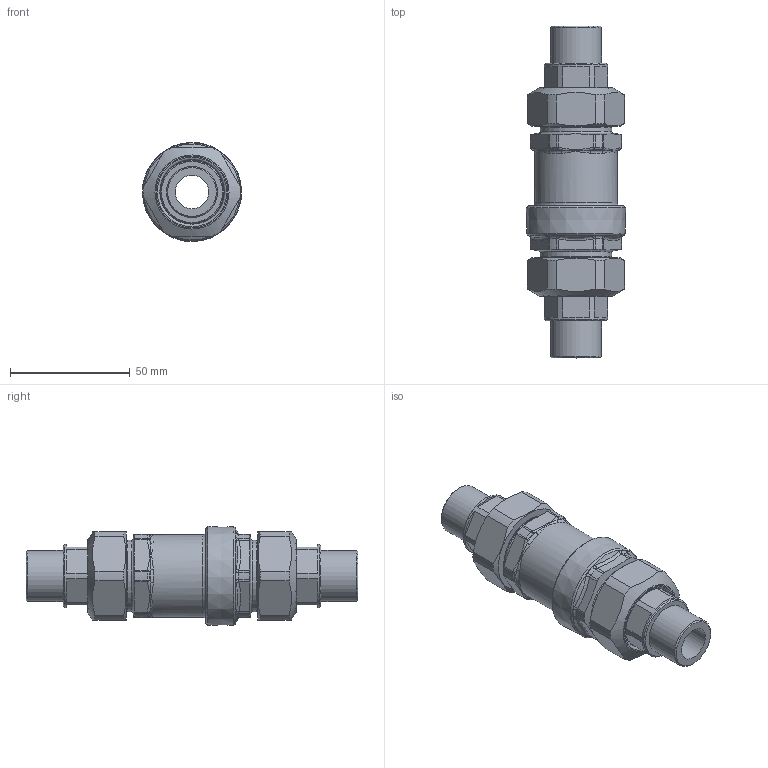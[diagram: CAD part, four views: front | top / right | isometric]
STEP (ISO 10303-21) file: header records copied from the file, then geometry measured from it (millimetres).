
FILE_DESCRIPTION(/* description */ (''),/* implementation_level */ '2;1');
FILE_NAME(/* name */ '127341AF_Simplify_1.stp',/* time_stamp */ '2025-07-24T12:20:50-05:00',/* author */ ('ischreiner'),/* organization */ (''),/* preprocessor_version */ 'ST-DEVELOPER v20',/* originating_system */ 'Autodesk Inventor 2025',/* authorisation */ '');
FILE_SCHEMA (('AUTOMOTIVE_DESIGN { 1 0 10303 214 3 1 1 }'));
Length unit declared in the file: inch
Products named in the file (1): 127341AF_Simplify_1
Bounding box: 41.38 x 138.5 x 41.38 mm (x, y, z)
Volume: 58943.8 mm3; surface area: 36234.5 mm2
Topology: 5 solids, 5 shells, 290 faces, 651 edges, 398 vertices
Faces by surface type: plane 85, cylinder 61, cone 57, bspline 44, torus 43
Full cylindrical faces by diameter (mm): 14 x2, 21 x2, 21.3 x2, 24.1 x2, 25 x2, 26.5 x2, 26.924 x2, 28.3 x2, 28.5 x1, 28.6 x1, 30 x6, 30.2 x1, 30.302 x2, 30.4 x1, 33.1 x2, 34.5 x1
Entity records: 11240 total; most frequent: CARTESIAN_POINT 4602, DIRECTION 1320, ORIENTED_EDGE 1302, EDGE_CURVE 651, AXIS2_PLACEMENT_3D 568, VERTEX_POINT 398, EDGE_LOOP 327, STYLED_ITEM 295
